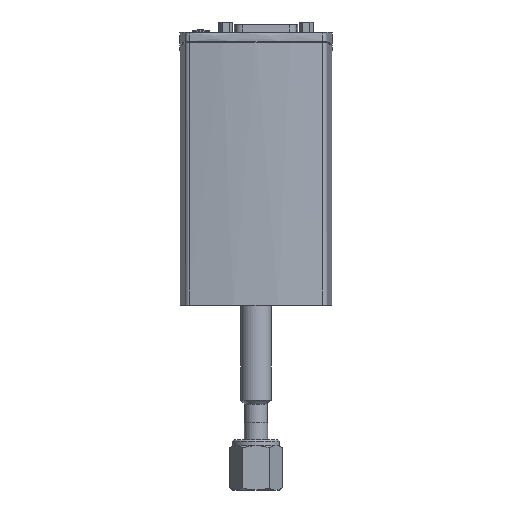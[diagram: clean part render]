
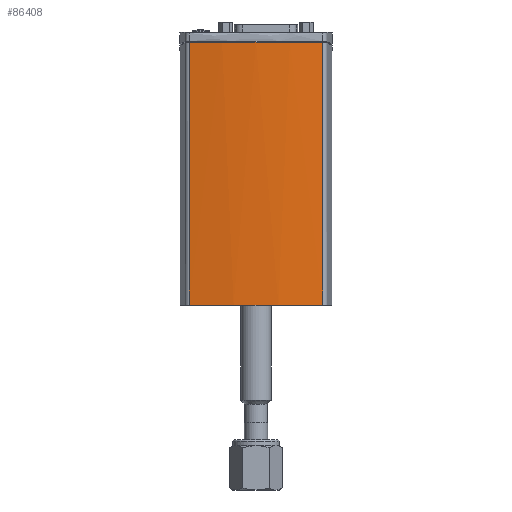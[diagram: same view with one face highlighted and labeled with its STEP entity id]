
A CAD part, left-side view. The second image highlights one B-rep face of the part: STEP entity #86408.
In plain terms, the highlighted cylindrical face has radius 170 mm (diameter 340 mm), a partial arc.
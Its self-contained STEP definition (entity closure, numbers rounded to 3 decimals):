
#1100=CYLINDRICAL_SURFACE($,#91902,170.);
#6179=CIRCLE($,#91746,170.);
#8139=FACE_OUTER_BOUND($,#12903,.T.);
#12903=EDGE_LOOP($,(#60540,#60541,#60542,#60543,#60544));
#17827=LINE($,#128434,#27123);
#17831=LINE($,#128450,#27127);
#27123=VECTOR($,#100783,108.186);
#27127=VECTOR($,#100809,108.186);
#35888=B_SPLINE_CURVE_WITH_KNOTS($,3,(#127976,#127977,#127978,#127979,#127980,
#127981),.UNSPECIFIED.,.F.,.F.,(4,2,4),(3.561,5.341,
6.145),.UNSPECIFIED.);
#35889=B_SPLINE_CURVE_WITH_KNOTS($,3,(#127983,#127984,#127985,#127986,#127987,
#127988),.UNSPECIFIED.,.F.,.F.,(4,2,4),(0.977,1.78,
3.561),.UNSPECIFIED.);
#37609=VERTEX_POINT($,#127866);
#37610=VERTEX_POINT($,#127867);
#37646=VERTEX_POINT($,#127974);
#37647=VERTEX_POINT($,#127975);
#37648=VERTEX_POINT($,#127982);
#46181=EDGE_CURVE($,#37609,#37610,#6179,.T.);
#46232=EDGE_CURVE($,#37646,#37647,#35888,.T.);
#46233=EDGE_CURVE($,#37648,#37646,#35889,.T.);
#46362=EDGE_CURVE($,#37609,#37648,#17827,.T.);
#46369=EDGE_CURVE($,#37610,#37647,#17831,.T.);
#60540=ORIENTED_EDGE($,*,*,#46232,.T.);
#60541=ORIENTED_EDGE($,*,*,#46369,.F.);
#60542=ORIENTED_EDGE($,*,*,#46181,.F.);
#60543=ORIENTED_EDGE($,*,*,#46362,.T.);
#60544=ORIENTED_EDGE($,*,*,#46233,.T.);
#86408=ADVANCED_FACE($,(#8139),#1100,.T.);
#91746=AXIS2_PLACEMENT_3D($,#127868,#100418,#100419);
#91902=AXIS2_PLACEMENT_3D($,#128451,#100810,#100811);
#100418=DIRECTION('center_axis',(0.,0.,
-1.));
#100419=DIRECTION('ref_axis',(1.,0.,0.));
#100783=DIRECTION($,(0.,0.,1.));
#100809=DIRECTION($,(0.,0.,1.));
#100810=DIRECTION('center_axis',(0.,0.,
1.));
#100811=DIRECTION('ref_axis',(1.,0.,0.));
#127866=CARTESIAN_POINT('',(-29.245,-27.596,9.));
#127867=CARTESIAN_POINT('',(-29.245,27.596,9.));
#127868=CARTESIAN_POINT('Origin',(138.5,0.,
9.));
#127974=CARTESIAN_POINT('',(-31.5,0.,117.2));
#127975=CARTESIAN_POINT('',(-29.245,27.596,117.186));
#127976=CARTESIAN_POINT('Ctrl Pts',(-31.5,0.,
117.2));
#127977=CARTESIAN_POINT('Ctrl Pts',(-31.5,5.934,
117.2));
#127978=CARTESIAN_POINT('Ctrl Pts',(-31.169,12.447,
117.201));
#127979=CARTESIAN_POINT('Ctrl Pts',(-30.117,21.836,
117.195));
#127980=CARTESIAN_POINT('Ctrl Pts',(-29.714,24.748,
117.192));
#127981=CARTESIAN_POINT('Ctrl Pts',(-29.245,27.596,117.186));
#127982=CARTESIAN_POINT('',(-29.245,-27.596,117.186));
#127983=CARTESIAN_POINT('Ctrl Pts',(-29.245,-27.596,
117.186));
#127984=CARTESIAN_POINT('Ctrl Pts',(-29.714,-24.748,
117.192));
#127985=CARTESIAN_POINT('Ctrl Pts',(-30.117,-21.836,
117.195));
#127986=CARTESIAN_POINT('Ctrl Pts',(-31.169,-12.447,
117.201));
#127987=CARTESIAN_POINT('Ctrl Pts',(-31.5,-5.934,
117.2));
#127988=CARTESIAN_POINT('Ctrl Pts',(-31.5,0.,
117.2));
#128434=CARTESIAN_POINT($,(-29.245,-27.596,9.));
#128450=CARTESIAN_POINT($,(-29.245,27.596,9.));
#128451=CARTESIAN_POINT('Origin',(138.5,0.,
9.));
